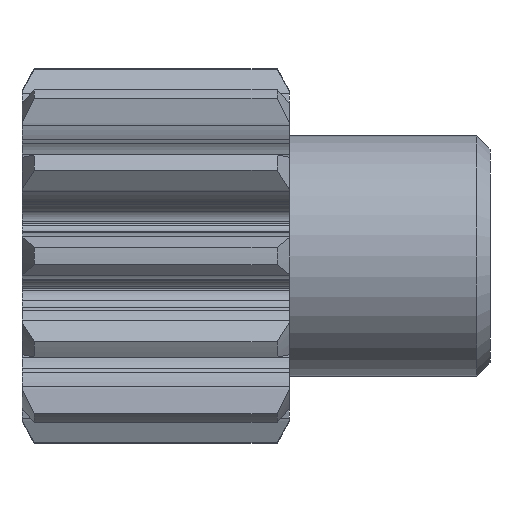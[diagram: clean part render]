
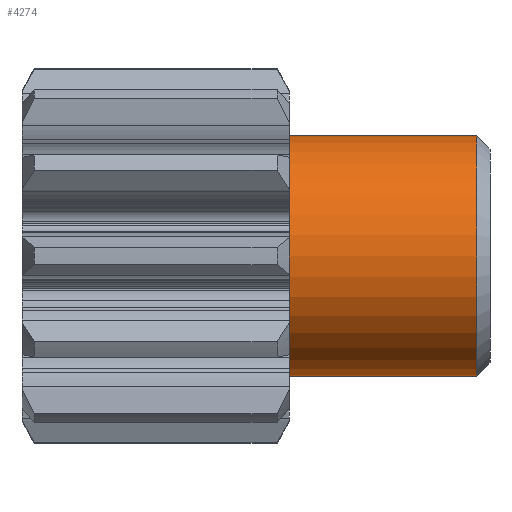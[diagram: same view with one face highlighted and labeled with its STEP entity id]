
A CAD part, front view. The second image highlights one B-rep face of the part: STEP entity #4274.
In plain terms, the highlighted cylindrical face has radius 9 mm (diameter 18 mm), a partial arc.
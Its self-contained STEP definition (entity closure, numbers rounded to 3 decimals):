
#2590=CARTESIAN_POINT('',(20.,0.,9.));
#2591=VERTEX_POINT('',#2590);
#2592=CARTESIAN_POINT('',(20.,-0.,-9.));
#2593=VERTEX_POINT('',#2592);
#2594=CARTESIAN_POINT('',(20.,0.,0.));
#2595=DIRECTION('',(1.,0.,0.));
#2596=DIRECTION('',(0.,0.,-1.));
#2597=AXIS2_PLACEMENT_3D('',#2594,#2595,#2596);
#2598=CIRCLE('',#2597,9.);
#2599=EDGE_CURVE('',#2591,#2593,#2598,.T.);
#4243=CARTESIAN_POINT('',(35.,0.,0.));
#4244=DIRECTION('',(1.,0.,0.));
#4245=DIRECTION('',(0.,0.,-1.));
#4246=AXIS2_PLACEMENT_3D('',#4243,#4244,#4245);
#4247=CYLINDRICAL_SURFACE('',#4246,9.);
#4248=CARTESIAN_POINT('',(34.,0.,9.));
#4249=VERTEX_POINT('',#4248);
#4250=CARTESIAN_POINT('',(34.,0.,9.));
#4251=DIRECTION('',(-1.,-0.,0.));
#4252=VECTOR('',#4251,14.);
#4253=LINE('',#4250,#4252);
#4254=EDGE_CURVE('',#4249,#2591,#4253,.T.);
#4255=ORIENTED_EDGE('',*,*,#4254,.T.);
#4256=ORIENTED_EDGE('',*,*,#2599,.T.);
#4257=CARTESIAN_POINT('',(34.,-0.,-9.));
#4258=VERTEX_POINT('',#4257);
#4259=CARTESIAN_POINT('',(34.,0.,-9.));
#4260=DIRECTION('',(-1.,-0.,0.));
#4261=VECTOR('',#4260,14.);
#4262=LINE('',#4259,#4261);
#4263=EDGE_CURVE('',#4258,#2593,#4262,.T.);
#4264=ORIENTED_EDGE('',*,*,#4263,.F.);
#4265=CARTESIAN_POINT('',(34.,0.,0.));
#4266=DIRECTION('',(1.,0.,0.));
#4267=DIRECTION('',(0.,0.,-1.));
#4268=AXIS2_PLACEMENT_3D('',#4265,#4266,#4267);
#4269=CIRCLE('',#4268,9.);
#4270=EDGE_CURVE('',#4249,#4258,#4269,.T.);
#4271=ORIENTED_EDGE('',*,*,#4270,.F.);
#4272=EDGE_LOOP('',(#4255,#4256,#4264,#4271));
#4273=FACE_BOUND('',#4272,.T.);
#4274=ADVANCED_FACE('',(#4273),#4247,.T.);
